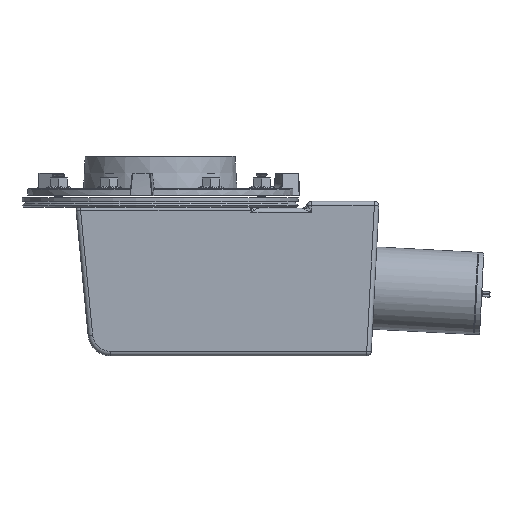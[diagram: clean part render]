
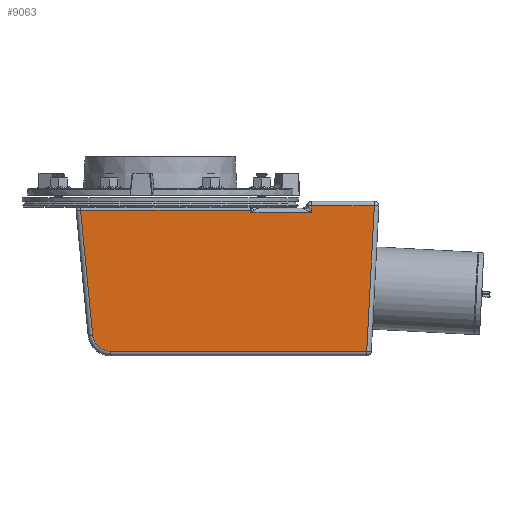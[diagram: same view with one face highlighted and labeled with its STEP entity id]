
A CAD part, front view. The second image highlights one B-rep face of the part: STEP entity #9063.
In plain terms, the highlighted planar face has unit normal (0, -1, 0).
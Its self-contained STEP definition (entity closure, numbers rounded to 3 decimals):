
#139=B_SPLINE_CURVE_WITH_KNOTS('',3,(#15678,#15679,#15680,#15681,#15682,
#15683),.UNSPECIFIED.,.F.,.F.,(4,2,4),(0.,1.706,1.714),
 .UNSPECIFIED.);
#149=B_SPLINE_CURVE_WITH_KNOTS('',3,(#15895,#15896,#15897,#15898,#15899,
#15900),.UNSPECIFIED.,.F.,.F.,(4,1,1,4),(-0.324,-0.185,
-0.092,0.),.UNSPECIFIED.);
#625=PLANE('',#10998);
#1397=FACE_OUTER_BOUND('',#2085,.T.);
#2085=EDGE_LOOP('',(#6577,#6578,#6579,#6580,#6581,#6582,#6583,#6584,#6585,
#6586));
#2806=CIRCLE('',#10889,16.);
#3448=VERTEX_POINT('',#15584);
#3449=VERTEX_POINT('',#15586);
#3452=VERTEX_POINT('',#15594);
#3472=VERTEX_POINT('',#15649);
#3473=VERTEX_POINT('',#15676);
#3474=VERTEX_POINT('',#15677);
#3480=VERTEX_POINT('',#15782);
#3508=VERTEX_POINT('',#16155);
#3511=VERTEX_POINT('',#16221);
#3532=VERTEX_POINT('',#16694);
#4500=EDGE_CURVE('',#3448,#3449,#2806,.T.);
#4505=EDGE_CURVE('',#3452,#3448,#9729,.T.);
#4529=EDGE_CURVE('',#3449,#3472,#9746,.T.);
#4531=EDGE_CURVE('',#3473,#3474,#139,.T.);
#4550=EDGE_CURVE('',#3480,#3473,#149,.T.);
#4554=EDGE_CURVE('',#3472,#3480,#9748,.T.);
#4592=EDGE_CURVE('',#3508,#3511,#9759,.T.);
#4593=EDGE_CURVE('',#3474,#3508,#9760,.T.);
#4634=EDGE_CURVE('',#3532,#3452,#9774,.T.);
#4635=EDGE_CURVE('',#3511,#3532,#9775,.T.);
#6577=ORIENTED_EDGE('',*,*,#4500,.F.);
#6578=ORIENTED_EDGE('',*,*,#4505,.F.);
#6579=ORIENTED_EDGE('',*,*,#4634,.F.);
#6580=ORIENTED_EDGE('',*,*,#4635,.F.);
#6581=ORIENTED_EDGE('',*,*,#4592,.F.);
#6582=ORIENTED_EDGE('',*,*,#4593,.F.);
#6583=ORIENTED_EDGE('',*,*,#4531,.F.);
#6584=ORIENTED_EDGE('',*,*,#4550,.F.);
#6585=ORIENTED_EDGE('',*,*,#4554,.F.);
#6586=ORIENTED_EDGE('',*,*,#4529,.F.);
#9063=ADVANCED_FACE('',(#1397),#625,.T.);
#9729=LINE('',#15596,#10219);
#9746=LINE('',#15650,#10236);
#9748=LINE('',#15911,#10238);
#9759=LINE('',#16225,#10249);
#9760=LINE('',#16227,#10250);
#9774=LINE('',#16696,#10264);
#9775=LINE('',#16698,#10265);
#10219=VECTOR('',#12632,1.);
#10236=VECTOR('',#12671,1.);
#10238=VECTOR('',#12699,1.);
#10249=VECTOR('',#12764,1.);
#10250=VECTOR('',#12767,1.);
#10264=VECTOR('',#12861,1.);
#10265=VECTOR('',#12864,1.);
#10889=AXIS2_PLACEMENT_3D('',#15587,#12621,#12622);
#10998=AXIS2_PLACEMENT_3D('',#16712,#12889,#12890);
#12621=DIRECTION('center_axis',(0.,1.,0.));
#12622=DIRECTION('ref_axis',(-0.815,0.,-0.58));
#12632=DIRECTION('',(-1.,0.,0.));
#12671=DIRECTION('',(-0.096,0.,0.995));
#12699=DIRECTION('',(1.,0.,0.));
#12764=DIRECTION('',(0.,0.,1.));
#12767=DIRECTION('',(1.,0.,0.));
#12861=DIRECTION('',(-0.052,0.,-0.999));
#12864=DIRECTION('',(1.,0.,0.));
#12889=DIRECTION('center_axis',(0.,-1.,0.));
#12890=DIRECTION('ref_axis',(0.,0.,-1.));
#15584=CARTESIAN_POINT('',(-43.968,-75.,-66.));
#15586=CARTESIAN_POINT('',(-59.894,-75.,-51.542));
#15587=CARTESIAN_POINT('Origin',(-43.968,-75.,-50.));
#15594=CARTESIAN_POINT('',(183.076,-75.,-66.));
#15596=CARTESIAN_POINT('',(1.485,-75.,-66.));
#15649=CARTESIAN_POINT('',(-70.594,-75.,59.));
#15650=CARTESIAN_POINT('',(-61.233,-75.,-37.701));
#15676=CARTESIAN_POINT('',(80.171,-75.,58.688));
#15677=CARTESIAN_POINT('',(80.467,-75.,57.));
#15678=CARTESIAN_POINT('Ctrl Pts',(80.171,-75.,58.688));
#15679=CARTESIAN_POINT('Ctrl Pts',(80.274,-75.,58.129));
#15680=CARTESIAN_POINT('Ctrl Pts',(80.37,-75.,57.568));
#15681=CARTESIAN_POINT('Ctrl Pts',(80.466,-75.,57.005));
#15682=CARTESIAN_POINT('Ctrl Pts',(80.467,-75.,57.003));
#15683=CARTESIAN_POINT('Ctrl Pts',(80.467,-75.,57.));
#15782=CARTESIAN_POINT('',(80.087,-75.,59.));
#15895=CARTESIAN_POINT('Ctrl Pts',(80.087,-75.,59.));
#15896=CARTESIAN_POINT('Ctrl Pts',(80.101,-75.,58.956));
#15897=CARTESIAN_POINT('Ctrl Pts',(80.123,-75.,58.882));
#15898=CARTESIAN_POINT('Ctrl Pts',(80.152,-75.,58.778));
#15899=CARTESIAN_POINT('Ctrl Pts',(80.166,-75.,58.718));
#15900=CARTESIAN_POINT('Ctrl Pts',(80.171,-75.,58.688));
#15911=CARTESIAN_POINT('',(94.268,-75.,59.));
#16155=CARTESIAN_POINT('',(134.,-75.,57.));
#16221=CARTESIAN_POINT('',(134.,-75.,63.));
#16225=CARTESIAN_POINT('',(134.,-75.,62.407));
#16227=CARTESIAN_POINT('',(93.717,-75.,57.));
#16694=CARTESIAN_POINT('',(189.837,-75.,63.));
#16696=CARTESIAN_POINT('',(184.6,-75.,-36.916));
#16698=CARTESIAN_POINT('',(125.651,-75.,63.));
#16712=CARTESIAN_POINT('Origin',(-63.351,-75.,-5.693));
